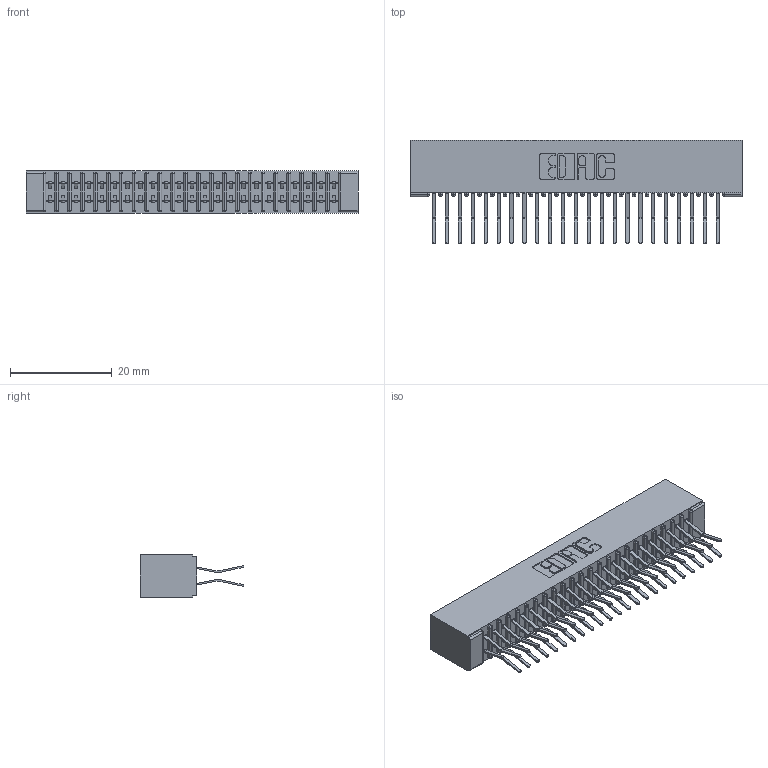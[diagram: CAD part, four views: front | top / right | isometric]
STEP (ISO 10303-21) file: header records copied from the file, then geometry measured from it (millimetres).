
FILE_DESCRIPTION (( 'STEP AP203' ), '1' );
FILE_NAME ('341-046-560-201.STEP', '2018-08-07T11:13:18', ( '' ), ( '' ), 'SwSTEP 2.0', 'SolidWorks 2016', '' );
FILE_SCHEMA (( 'CONFIG_CONTROL_DESIGN' ));
Length unit declared in the file: inch
Products named in the file (3): 341 Part_No Mounting Lugs; 341-292-001_341-292-160; 341-046-560-201
Assembly tree (47 placements, depth 2):
  341-046-560-201
    341 Part_No Mounting Lugs
    341-292-001_341-292-160  x46
Bounding box: 65.41 x 20.37 x 8.38 mm (x, y, z)
Volume: 3895.3 mm3; surface area: 9177.2 mm2
Topology: 47 solids, 47 shells, 3328 faces, 9653 edges, 6262 vertices
Faces by surface type: plane 1904, cylinder 1332, sphere 48, torus 44
Entity records: 30228 total; most frequent: CARTESIAN_POINT 5025, ORIENTED_EDGE 4990, DIRECTION 4893, EDGE_CURVE 2495, VECTOR 1993, LINE 1993, VERTEX_POINT 1582, AXIS2_PLACEMENT_3D 1450
